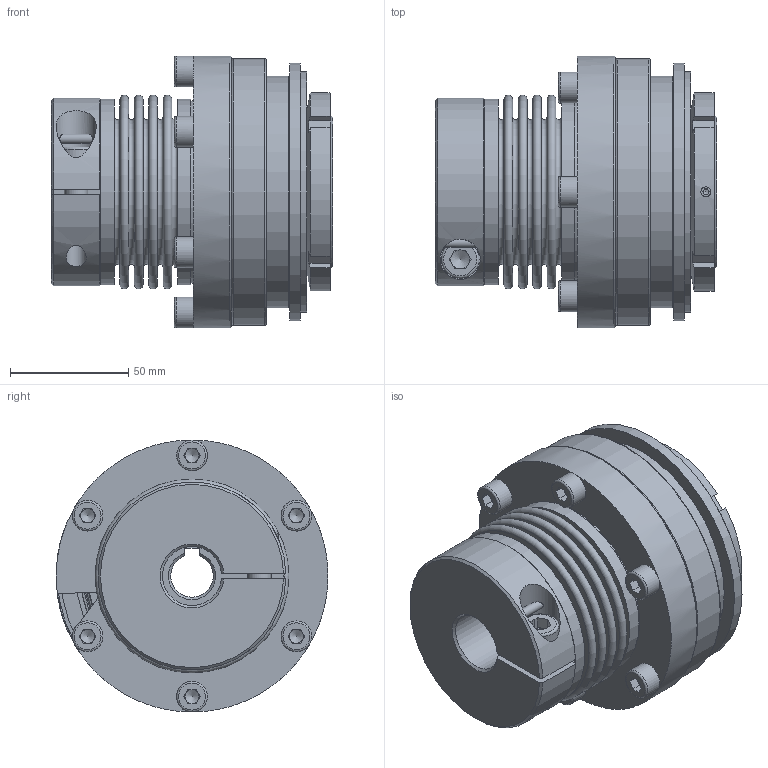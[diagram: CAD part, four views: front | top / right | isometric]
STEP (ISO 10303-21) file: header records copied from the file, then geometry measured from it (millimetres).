
FILE_DESCRIPTION( ( 'Unknown' ), '1' );
FILE_NAME( 'SKW-KP 230.stp', 'Unknown', ( 'Unknown' ), ( 'Unknown' ), 'PSStep 10.1', 'Unknown', ' ' );
FILE_SCHEMA( ( 'AUTOMOTIVE_DESIGN { 1 0 10303 214 1 1 1 1 }' ) );
Length unit declared in the file: millimetre
Products named in the file (1): 27920753
Bounding box: 119 x 115 x 115 mm (x, y, z)
Volume: 589152 mm3; surface area: 174950.9 mm2
Topology: 1 solids, 10 shells, 388 faces, 987 edges, 632 vertices
Faces by surface type: plane 202, cylinder 76, torus 72, cone 20, sphere 14, bspline 4
Full cylindrical faces by diameter (mm): 2.5 x2, 4 x2, 4.2 x3, 6.8 x6, 8 x6, 8.5 x1, 8.6 x6, 10 x1, 10.5 x1, 13 x6, 16 x1, 17 x1, 47.5 x1, 49.8 x1, 50 x2, 58 x1, 62 x1, 62.5 x2, 65 x2, 65.1 x1, 65.3 x1, 71 x1, 77.3 x1, 78.1 x2, 78.5 x2, 90 x3, 94 x2, 98 x1, 102 x1, 109 x1
Entity records: 15129 total; most frequent: CARTESIAN_POINT 3700, DIRECTION 1753, ORIENTED_EDGE 1498, EDGE_CURVE 749, AXIS2_PLACEMENT_3D 745, EDGE_LOOP 597, VERTEX_POINT 544, FACE_OUTER_BOUND 486
